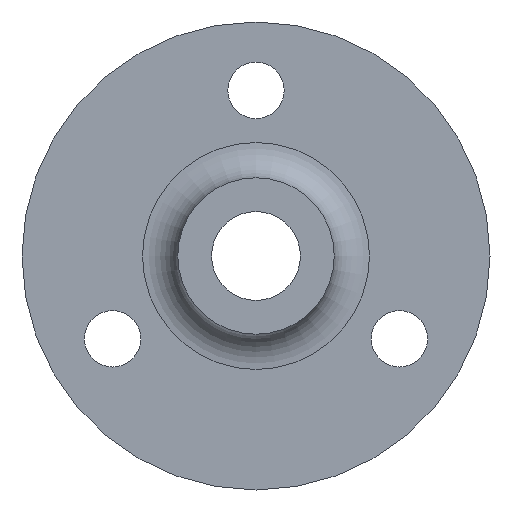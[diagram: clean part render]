
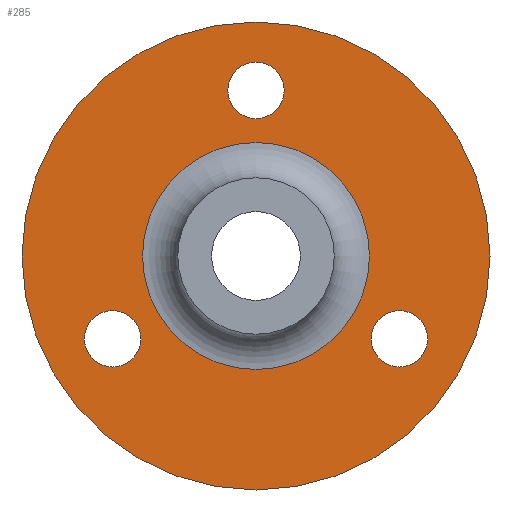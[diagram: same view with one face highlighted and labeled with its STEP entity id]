
A CAD part, front view. The second image highlights one B-rep face of the part: STEP entity #285.
In plain terms, the highlighted planar face has unit normal (0, -1, 0).
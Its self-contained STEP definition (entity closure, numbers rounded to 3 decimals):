
#64=CARTESIAN_POINT('',(-0.,12.5,-16.6));
#65=VERTEX_POINT('',#64);
#82=CARTESIAN_POINT('',(0.,12.5,0.));
#83=DIRECTION('',(0.,-1.,0.));
#84=DIRECTION('',(0.,0.,-1.));
#85=AXIS2_PLACEMENT_3D('',#82,#83,#84);
#86=CIRCLE('',#85,16.6);
#87=EDGE_CURVE('',#65,#65,#86,.T.);
#220=CARTESIAN_POINT('',(-0.,12.5,-8.05));
#221=VERTEX_POINT('',#220);
#229=CARTESIAN_POINT('',(0.,12.5,0.));
#230=DIRECTION('',(0.,-1.,0.));
#231=DIRECTION('',(0.,0.,-1.));
#232=AXIS2_PLACEMENT_3D('',#229,#230,#231);
#233=CIRCLE('',#232,8.05);
#234=EDGE_CURVE('',#221,#221,#233,.T.);
#241=CARTESIAN_POINT('',(8.05,12.5,0.));
#242=DIRECTION('',(0.,-1.,0.));
#243=DIRECTION('',(0.,0.,-1.));
#244=AXIS2_PLACEMENT_3D('',#241,#242,#243);
#245=PLANE('',#244);
#246=CARTESIAN_POINT('',(-10.176,12.5,-7.875));
#247=VERTEX_POINT('',#246);
#248=CARTESIAN_POINT('',(-10.176,12.5,-5.875));
#249=DIRECTION('',(0.,-1.,0.));
#250=DIRECTION('',(0.,0.,-1.));
#251=AXIS2_PLACEMENT_3D('',#248,#249,#250);
#252=CIRCLE('',#251,2.);
#253=EDGE_CURVE('',#247,#247,#252,.T.);
#254=ORIENTED_EDGE('',*,*,#253,.F.);
#255=EDGE_LOOP('',(#254));
#256=FACE_BOUND('',#255,.T.);
#257=CARTESIAN_POINT('',(10.176,12.5,-7.875));
#258=VERTEX_POINT('',#257);
#259=CARTESIAN_POINT('',(10.176,12.5,-5.875));
#260=DIRECTION('',(0.,-1.,0.));
#261=DIRECTION('',(0.,0.,-1.));
#262=AXIS2_PLACEMENT_3D('',#259,#260,#261);
#263=CIRCLE('',#262,2.);
#264=EDGE_CURVE('',#258,#258,#263,.T.);
#265=ORIENTED_EDGE('',*,*,#264,.F.);
#266=EDGE_LOOP('',(#265));
#267=FACE_BOUND('',#266,.T.);
#268=CARTESIAN_POINT('',(-0.,12.5,9.75));
#269=VERTEX_POINT('',#268);
#270=CARTESIAN_POINT('',(0.,12.5,11.75));
#271=DIRECTION('',(0.,-1.,0.));
#272=DIRECTION('',(0.,0.,-1.));
#273=AXIS2_PLACEMENT_3D('',#270,#271,#272);
#274=CIRCLE('',#273,2.);
#275=EDGE_CURVE('',#269,#269,#274,.T.);
#276=ORIENTED_EDGE('',*,*,#275,.F.);
#277=EDGE_LOOP('',(#276));
#278=FACE_BOUND('',#277,.T.);
#279=ORIENTED_EDGE('',*,*,#87,.T.);
#280=EDGE_LOOP('',(#279));
#281=FACE_BOUND('',#280,.T.);
#282=ORIENTED_EDGE('',*,*,#234,.F.);
#283=EDGE_LOOP('',(#282));
#284=FACE_BOUND('',#283,.T.);
#285=ADVANCED_FACE('',(#256,#267,#278,#281,#284),#245,.T.);
